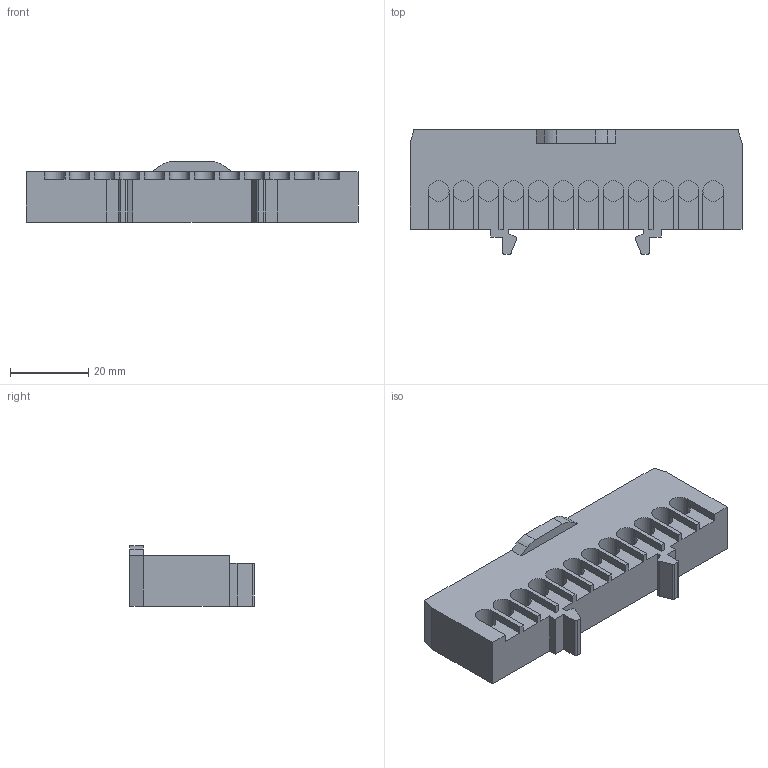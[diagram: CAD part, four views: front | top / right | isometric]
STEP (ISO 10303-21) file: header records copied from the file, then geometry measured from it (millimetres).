
FILE_DESCRIPTION((''),'2;1');
FILE_NAME('003903206_ESC-QBLOK1201_ASM','2022-09-22T12:22:32',('klemen.sitar'),('Audax d.o.o.'),'CREO PARAMETRIC BY PTC INC, 2021304','CREO PARAMETRIC BY PTC INC, 2021304','');
FILE_SCHEMA(('AP242_MANAGED_MODEL_BASED_3D_ENGINEERING_MIM_LF { 1 0 10303 442 1 1 4 }'));
Length unit declared in the file: millimetre
Products named in the file (3): PRT0001_1; TYPE_1___FI-5_25MM_1; 003903206_ESC-QBLOK1201_ASM
Assembly tree (13 placements, depth 2):
  003903206_ESC-QBLOK1201_ASM
    PRT0001_1
    TYPE_1___FI-5_25MM_1  x12
Bounding box: 85.1 x 31.9 x 15.5 mm (x, y, z)
Volume: 25769 mm3; surface area: 10520.4 mm2
Topology: 13 solids, 13 shells, 667 faces, 1872 edges, 1232 vertices
Faces by surface type: plane 301, cylinder 174, cone 96, bspline 48, sphere 24, torus 24
Entity records: 9687 total; most frequent: CARTESIAN_POINT 1640, DIRECTION 1062, ORIENTED_EDGE 1010, PRESENTATION_STYLE_ASSIGNMENT 596, STYLED_ITEM 596, EDGE_CURVE 505, CURVE_STYLE 401, AXIS2_PLACEMENT_3D 367
